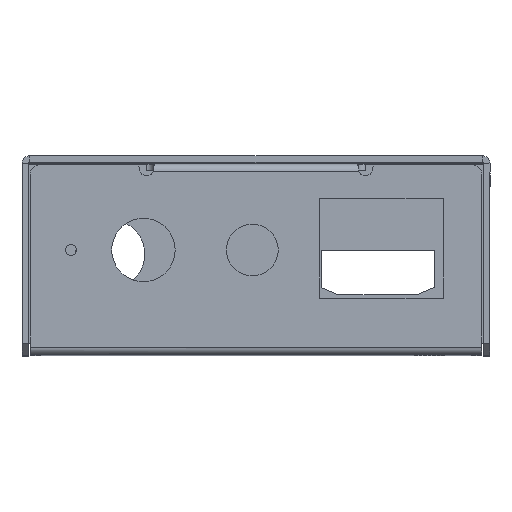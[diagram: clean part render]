
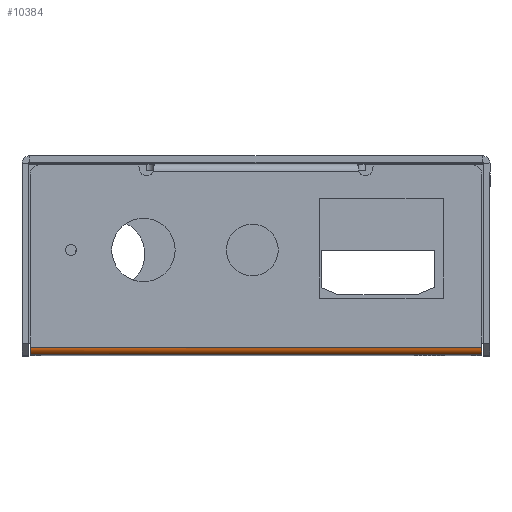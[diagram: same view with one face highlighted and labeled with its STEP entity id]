
A CAD part, top view. The second image highlights one B-rep face of the part: STEP entity #10384.
In plain terms, the highlighted cylindrical face has radius 1.067 mm (diameter 2.134 mm), a partial arc.
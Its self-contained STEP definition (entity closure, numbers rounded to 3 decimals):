
#147 = VECTOR ( 'NONE', #1002, 1000. ) ;
#150 = CIRCLE ( 'NONE', #152, 1.067 ) ;
#152 = AXIS2_PLACEMENT_3D ( 'NONE', #1011, #1012, #1013 ) ;
#200 = AXIS2_PLACEMENT_3D ( 'NONE', #1255, #1251, #1257 ) ;
#1000 = LINE ( 'NONE', #1001, #147 ) ;
#1001 = CARTESIAN_POINT ( 'NONE',  ( -29.82, 0., -38.431 ) ) ;
#1002 = DIRECTION ( 'NONE',  ( -1., 0., 0. ) ) ;
#1011 = CARTESIAN_POINT ( 'NONE',  ( 31.09, -1.067, -38.431 ) ) ;
#1012 = DIRECTION ( 'NONE',  ( 1., 0., 0. ) ) ;
#1013 = DIRECTION ( 'NONE',  ( 0., 0., -1. ) ) ;
#1014 = CARTESIAN_POINT ( 'NONE',  ( -31.09, 0., -38.431 ) ) ;
#1015 = CARTESIAN_POINT ( 'NONE',  ( -31.09, 0., -38.57 ) ) ;
#1020 = CARTESIAN_POINT ( 'NONE',  ( -31.09, -0.028, -38.71 ) ) ;
#1021 = CARTESIAN_POINT ( 'NONE',  ( -31.09, -0.135, -38.968 ) ) ;
#1022 = CARTESIAN_POINT ( 'NONE',  ( -31.09, -0.214, -39.086 ) ) ;
#1023 = CARTESIAN_POINT ( 'NONE',  ( -31.09, -0.411, -39.284 ) ) ;
#1024 = CARTESIAN_POINT ( 'NONE',  ( -31.09, -0.53, -39.363 ) ) ;
#1025 = CARTESIAN_POINT ( 'NONE',  ( -31.09, -0.788, -39.47 ) ) ;
#1026 = CARTESIAN_POINT ( 'NONE',  ( -31.09, -0.927, -39.497 ) ) ;
#1027 = CARTESIAN_POINT ( 'NONE',  ( -31.09, -1.067, -39.497 ) ) ;
#1251 = DIRECTION ( 'NONE',  ( 1., 0., 0. ) ) ;
#1253 = CYLINDRICAL_SURFACE ( 'NONE', #200, 1.067 ) ;
#1254 = FACE_OUTER_BOUND ( 'NONE', #11745, .T. ) ;
#1255 = CARTESIAN_POINT ( 'NONE',  ( -62.188, -1.067, -38.431 ) ) ;
#1257 = DIRECTION ( 'NONE',  ( 0., 0., -1. ) ) ;
#3987 = CARTESIAN_POINT ( 'NONE',  ( 31.09, 0., -38.431 ) ) ;
#3988 = CARTESIAN_POINT ( 'NONE',  ( -31.09, 0., -38.431 ) ) ;
#6021 = EDGE_CURVE ( 'NONE', #8685, #8638, #15692, .T. ) ;
#8638 = VERTEX_POINT ( 'NONE', #21414 ) ;
#8685 = VERTEX_POINT ( 'NONE', #21461 ) ;
#10306 = B_SPLINE_CURVE_WITH_KNOTS ( 'NONE', 3,
 ( #1014, #1015, #1020, #1021, #1022, #1023, #1024, #1025, #1026, #1027 ),
 .UNSPECIFIED., .F., .F.,
 ( 4, 2, 2, 2, 4 ),
 ( 0., 0.25, 0.5, 0.75, 1. ),
 .UNSPECIFIED. ) ;
#10334 = EDGE_CURVE ( 'NONE', #14962, #14963, #1000, .T. ) ;
#10337 = EDGE_CURVE ( 'NONE', #8685, #14962, #150, .T. ) ;
#10339 = EDGE_CURVE ( 'NONE', #14963, #8638, #10306, .T. ) ;
#10384 = ADVANCED_FACE ( 'NONE', ( #1254 ), #1253, .T. ) ;
#11615 = VECTOR ( 'NONE', #15697, 1000. ) ;
#11745 = EDGE_LOOP ( 'NONE', ( #12557, #12559, #12561, #12563 ) ) ;
#12557 = ORIENTED_EDGE ( 'NONE', *, *, #10339, .F. ) ;
#12559 = ORIENTED_EDGE ( 'NONE', *, *, #10334, .F. ) ;
#12561 = ORIENTED_EDGE ( 'NONE', *, *, #10337, .F. ) ;
#12563 = ORIENTED_EDGE ( 'NONE', *, *, #6021, .T. ) ;
#14962 = VERTEX_POINT ( 'NONE', #3987 ) ;
#14963 = VERTEX_POINT ( 'NONE', #3988 ) ;
#15688 = CARTESIAN_POINT ( 'NONE',  ( -29.82, -1.067, -39.497 ) ) ;
#15692 = LINE ( 'NONE', #15688, #11615 ) ;
#15697 = DIRECTION ( 'NONE',  ( -1., 0., 0. ) ) ;
#21414 = CARTESIAN_POINT ( 'NONE',  ( -31.09, -1.067, -39.497 ) ) ;
#21461 = CARTESIAN_POINT ( 'NONE',  ( 31.09, -1.067, -39.497 ) ) ;
